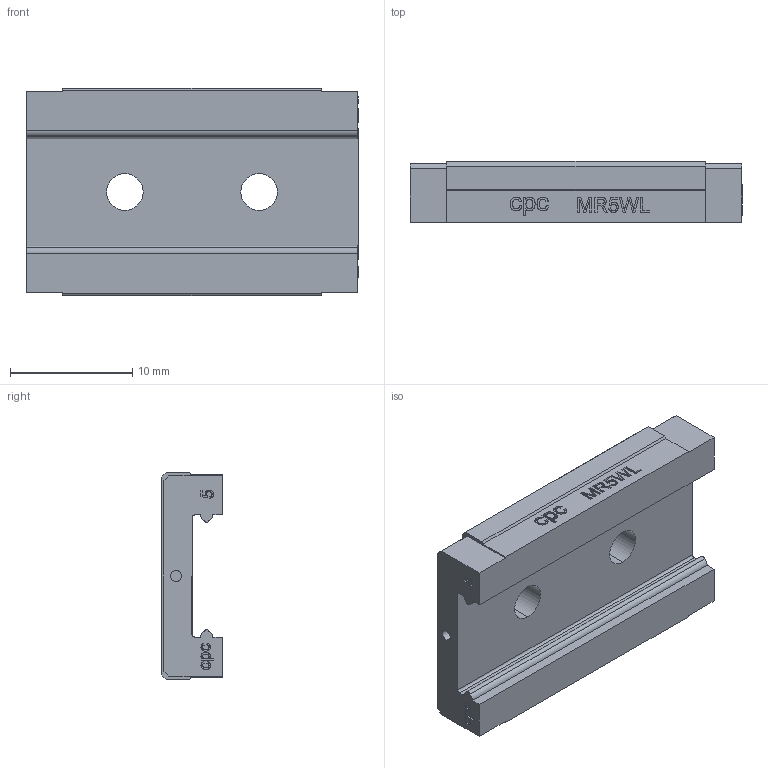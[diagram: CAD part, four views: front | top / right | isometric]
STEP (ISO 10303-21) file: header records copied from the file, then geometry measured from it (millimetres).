
FILE_DESCRIPTION (( 'STEP AP214' ), '1' );
FILE_NAME ('5WLC-SS-block.STEP', '2013-03-12T08:02:57', ( 'CPC' ), ( '' ), 'SwSTEP 2.0', 'SolidWorks 2010', '' );
FILE_SCHEMA (( 'AUTOMOTIVE_DESIGN' ));
Length unit declared in the file: millimetre
Products named in the file (1): 5WLC-SS-block
Bounding box: 27.2 x 5 x 17 mm (x, y, z)
Volume: 1531.7 mm3; surface area: 1540.9 mm2
Topology: 1 solids, 1 shells, 415 faces, 1125 edges, 744 vertices
Faces by surface type: plane 214, bspline 164, cylinder 25, cone 12
Entity records: 27478 total; most frequent: CARTESIAN_POINT 17797, ORIENTED_EDGE 2242, DIRECTION 1355, EDGE_CURVE 1121, VERTEX_POINT 744, LINE 735, VECTOR 735, EDGE_LOOP 455
